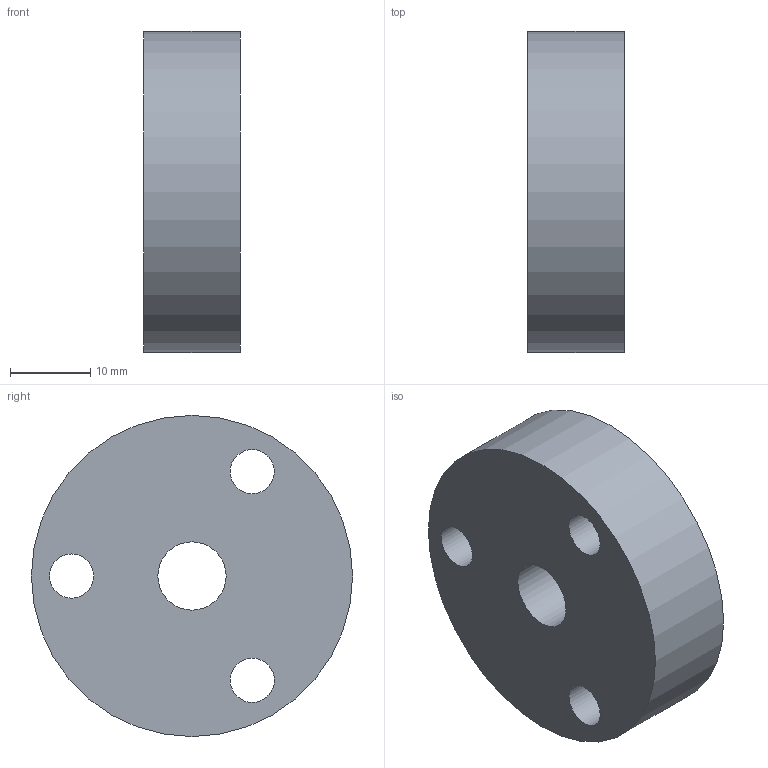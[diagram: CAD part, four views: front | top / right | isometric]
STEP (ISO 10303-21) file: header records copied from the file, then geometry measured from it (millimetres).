
FILE_DESCRIPTION(/* description */ (''),/* implementation_level */ '2;1');
FILE_NAME(/* name */ 'Ring1.step',/* time_stamp */ '2024-05-29T19:56:16+03:00',/* author */ (''),/* organization */ (''),/* preprocessor_version */ 'ST-DEVELOPER v20',/* originating_system */ 'Autodesk Translation Framework v12.20.1.177',/* authorisation */ '');
FILE_SCHEMA (('AUTOMOTIVE_DESIGN { 1 0 10303 214 3 1 1 }'));
Length unit declared in the file: millimetre
Products named in the file (1): Ring1
Bounding box: 12 x 40 x 40 mm (x, y, z)
Volume: 12935.5 mm3; surface area: 4828.3 mm2
Topology: 1 solids, 1 shells, 14 faces, 33 edges, 22 vertices
Faces by surface type: plane 9, cylinder 5
Full cylindrical faces by diameter (mm): 5.5 x3, 8.5 x1, 40 x1
Entity records: 456 total; most frequent: DIRECTION 73, CARTESIAN_POINT 70, ORIENTED_EDGE 66, EDGE_CURVE 33, AXIS2_PLACEMENT_3D 25, EDGE_LOOP 23, LINE 23, VECTOR 23
